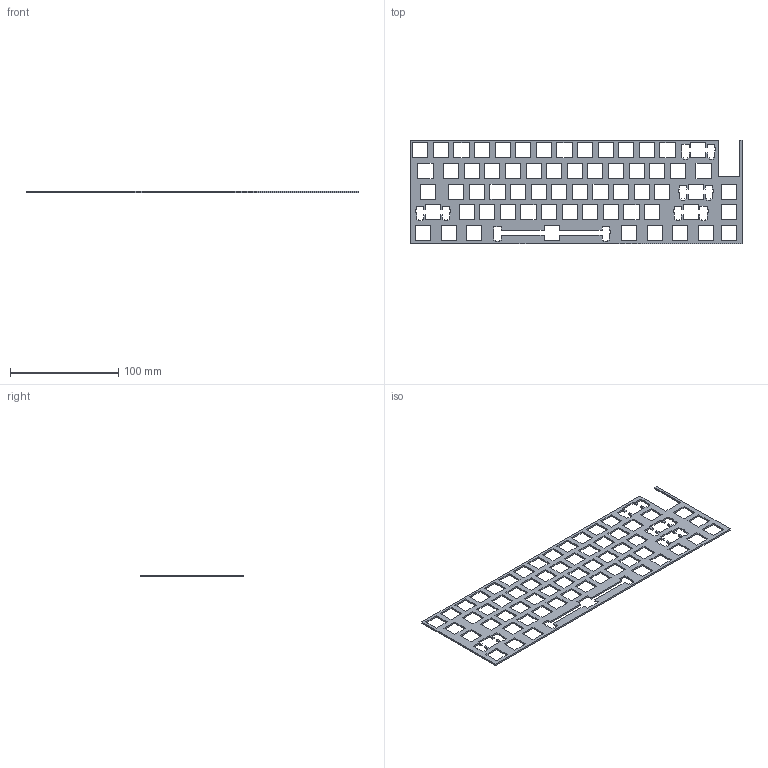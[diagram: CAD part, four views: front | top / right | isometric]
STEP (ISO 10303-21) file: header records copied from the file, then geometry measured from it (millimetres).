
FILE_DESCRIPTION(/* description */ (''),/* implementation_level */ '2;1');
FILE_NAME(/* name */ '60Keyboard-Plate-3D v1.step',/* time_stamp */ '2025-04-09T03:23:29+07:00',/* author */ (''),/* organization */ (''),/* preprocessor_version */ 'ST-DEVELOPER v20.1',/* originating_system */ 'Autodesk Translation Framework v14.4.0.0',/* authorisation */ '');
FILE_SCHEMA (('AUTOMOTIVE_DESIGN { 1 0 10303 214 3 1 1 }'));
Length unit declared in the file: millimetre
Products named in the file (2): 60Keyboard-Plate-3D; 60Keyboard-Plate-Sketch v7
Assembly tree (1 placements, depth 2):
  60Keyboard-Plate-3D
    60Keyboard-Plate-Sketch v7
Bounding box: 307 x 96 x 1.5 mm (x, y, z)
Volume: 22428.8 mm3; surface area: 37360.4 mm2
Topology: 1 solids, 1 shells, 426 faces, 1272 edges, 848 vertices
Faces by surface type: plane 426
Entity records: 14325 total; most frequent: CARTESIAN_POINT 2549, ORIENTED_EDGE 2544, DIRECTION 2130, LINE 1272, VECTOR 1272, EDGE_CURVE 1272, VERTEX_POINT 848, EDGE_LOOP 554
